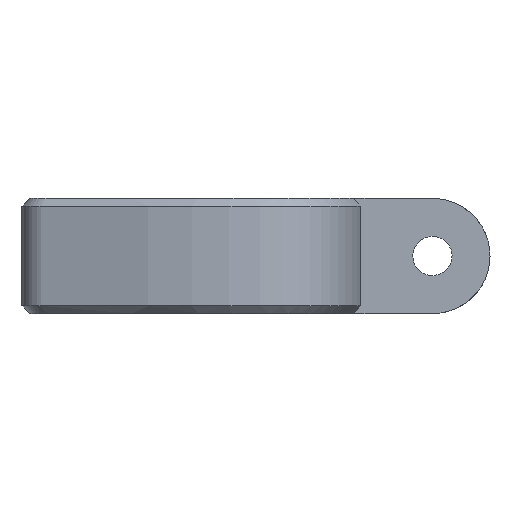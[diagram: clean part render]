
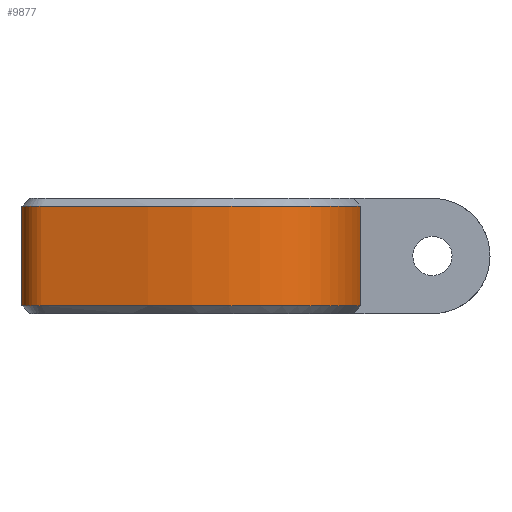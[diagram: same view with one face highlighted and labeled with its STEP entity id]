
A CAD part, left-side view. The second image highlights one B-rep face of the part: STEP entity #9877.
In plain terms, the highlighted free-form (B-spline) face has degree [3, 1] with [22, 2] control points.
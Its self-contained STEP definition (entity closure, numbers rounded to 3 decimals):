
#9877=ADVANCED_FACE('',(#21741),#121749,.T.);
#21741=FACE_OUTER_BOUND('',#33598,.T.);
#33598=EDGE_LOOP('',(#68343,#68344,#68345,#68346));
#68343=ORIENTED_EDGE('',*,*,#90901,.T.);
#68344=ORIENTED_EDGE('',*,*,#90851,.F.);
#68345=ORIENTED_EDGE('',*,*,#90850,.F.);
#68346=ORIENTED_EDGE('',*,*,#90852,.T.);
#90850=EDGE_CURVE('',#120014,#120012,#110396,.T.);
#90851=EDGE_CURVE('',#120012,#120044,#94271,.T.);
#90852=EDGE_CURVE('',#120014,#120043,#94272,.T.);
#90901=EDGE_CURVE('',#120043,#120044,#110436,.T.);
#94271=(
BOUNDED_CURVE()
B_SPLINE_CURVE(3,(#261268,#261269,#261270,#261271,#261272,#261273,#261274,
#261275,#261276,#261277),.UNSPECIFIED.,.F.,.F.)
B_SPLINE_CURVE_WITH_KNOTS((4,3,3,4),(0.,4.219,31.822,
45.27),.UNSPECIFIED.)
CURVE()
GEOMETRIC_REPRESENTATION_ITEM()
RATIONAL_B_SPLINE_CURVE((1.,0.872,0.872,1.,1.,1.,
1.,1.,1.,1.))
REPRESENTATION_ITEM('')
);
#94272=(
BOUNDED_CURVE()
B_SPLINE_CURVE(3,(#261278,#261279,#261280,#261281,#261282,#261283,#261284,
#261285,#261286,#261287),.UNSPECIFIED.,.F.,.F.)
B_SPLINE_CURVE_WITH_KNOTS((4,3,3,4),(0.,4.219,31.822,
45.27),.UNSPECIFIED.)
CURVE()
GEOMETRIC_REPRESENTATION_ITEM()
RATIONAL_B_SPLINE_CURVE((1.,0.872,0.872,1.,1.,1.,
1.,1.,1.,1.))
REPRESENTATION_ITEM('')
);
#110396=B_SPLINE_CURVE_WITH_KNOTS('',1,(#261266,#261267),.UNSPECIFIED.,
 .F.,.F.,(2,2),(1.,14.),.UNSPECIFIED.);
#110436=B_SPLINE_CURVE_WITH_KNOTS('',1,(#261462,#261463),.UNSPECIFIED.,
 .F.,.F.,(2,2),(1.,14.),.UNSPECIFIED.);
#120012=VERTEX_POINT('',#259745);
#120014=VERTEX_POINT('',#259747);
#120043=VERTEX_POINT('',#259776);
#120044=VERTEX_POINT('',#259777);
#121749=(
BOUNDED_SURFACE()
B_SPLINE_SURFACE(3,1,((#251137,#251138),(#251139,#251140),(#251141,#251142),
(#251143,#251144),(#251145,#251146),(#251147,#251148),(#251149,#251150),
(#251151,#251152),(#251153,#251154),(#251155,#251156),(#251157,#251158),
(#251159,#251160),(#251161,#251162),(#251163,#251164),(#251165,#251166),
(#251167,#251168),(#251169,#251170),(#251171,#251172),(#251173,#251174),
(#251175,#251176),(#251177,#251178),(#251179,#251180)),.UNSPECIFIED.,.F.,
 .F.,.F.)
B_SPLINE_SURFACE_WITH_KNOTS((4,3,3,3,3,3,3,4),(2,2),(-174.576,
-169.527,-136.494,-102.007,-67.52,
-33.033,0.,5.05),(0.,15.),
 .UNSPECIFIED.)
GEOMETRIC_REPRESENTATION_ITEM()
RATIONAL_B_SPLINE_SURFACE(((1.,1.),(0.872,0.872),
(0.872,0.872),(1.,1.),(1.,1.),(1.,1.),(1.,1.),(1.,
1.),(1.,1.),(1.,1.),(1.,1.),(1.,1.),(1.,1.),(1.,1.),(1.,1.),(1.,1.),(1.,
1.),(1.,1.),(1.,1.),(0.872,0.872),(0.872,
0.872),(1.,1.)))
REPRESENTATION_ITEM('')
SURFACE()
);
#251137=CARTESIAN_POINT('',(-27.943,-501.893,0.));
#251138=CARTESIAN_POINT('',(-27.943,-501.893,15.));
#251139=CARTESIAN_POINT('',(-29.749,-501.893,0.));
#251140=CARTESIAN_POINT('',(-29.749,-501.893,15.));
#251141=CARTESIAN_POINT('',(-31.207,-502.959,0.));
#251142=CARTESIAN_POINT('',(-31.207,-502.959,15.));
#251143=CARTESIAN_POINT('',(-31.755,-504.679,0.));
#251144=CARTESIAN_POINT('',(-31.755,-504.679,15.));
#251145=CARTESIAN_POINT('',(-38.334,-525.332,0.));
#251146=CARTESIAN_POINT('',(-38.334,-525.332,15.));
#251147=CARTESIAN_POINT('',(-38.065,-535.88,0.));
#251148=CARTESIAN_POINT('',(-38.065,-535.88,15.));
#251149=CARTESIAN_POINT('',(-31.68,-541.268,0.));
#251150=CARTESIAN_POINT('',(-31.68,-541.268,15.));
#251151=CARTESIAN_POINT('',(-25.013,-546.893,0.));
#251152=CARTESIAN_POINT('',(-25.013,-546.893,15.));
#251153=CARTESIAN_POINT('',(-11.68,-546.893,0.));
#251154=CARTESIAN_POINT('',(-11.68,-546.893,15.));
#251155=CARTESIAN_POINT('',(-5.013,-546.893,0.));
#251156=CARTESIAN_POINT('',(-5.013,-546.893,15.));
#251157=CARTESIAN_POINT('',(1.654,-546.893,0.));
#251158=CARTESIAN_POINT('',(1.654,-546.893,15.));
#251159=CARTESIAN_POINT('',(1.654,-546.893,0.));
#251160=CARTESIAN_POINT('',(1.654,-546.893,15.));
#251161=CARTESIAN_POINT('',(8.32,-546.893,0.));
#251162=CARTESIAN_POINT('',(8.32,-546.893,15.));
#251163=CARTESIAN_POINT('',(14.987,-546.893,0.));
#251164=CARTESIAN_POINT('',(14.987,-546.893,15.));
#251165=CARTESIAN_POINT('',(28.32,-546.893,0.));
#251166=CARTESIAN_POINT('',(28.32,-546.893,15.));
#251167=CARTESIAN_POINT('',(34.987,-541.268,0.));
#251168=CARTESIAN_POINT('',(34.987,-541.268,15.));
#251169=CARTESIAN_POINT('',(41.373,-535.88,0.));
#251170=CARTESIAN_POINT('',(41.373,-535.88,15.));
#251171=CARTESIAN_POINT('',(41.642,-525.332,0.));
#251172=CARTESIAN_POINT('',(41.642,-525.332,15.));
#251173=CARTESIAN_POINT('',(35.062,-504.679,0.));
#251174=CARTESIAN_POINT('',(35.062,-504.679,15.));
#251175=CARTESIAN_POINT('',(34.514,-502.959,0.));
#251176=CARTESIAN_POINT('',(34.514,-502.959,15.));
#251177=CARTESIAN_POINT('',(33.057,-501.893,0.));
#251178=CARTESIAN_POINT('',(33.057,-501.893,15.));
#251179=CARTESIAN_POINT('',(31.251,-501.893,0.));
#251180=CARTESIAN_POINT('',(31.251,-501.893,15.));
#259745=CARTESIAN_POINT('',(-27.943,-501.893,14.));
#259747=CARTESIAN_POINT('',(-27.943,-501.893,1.));
#259776=CARTESIAN_POINT('',(-19.346,-546.04,1.));
#259777=CARTESIAN_POINT('',(-19.346,-546.04,14.));
#261266=CARTESIAN_POINT('',(-27.943,-501.893,1.));
#261267=CARTESIAN_POINT('',(-27.943,-501.893,14.));
#261268=CARTESIAN_POINT('',(-27.943,-501.893,14.));
#261269=CARTESIAN_POINT('',(-29.749,-501.893,14.));
#261270=CARTESIAN_POINT('',(-31.207,-502.959,14.));
#261271=CARTESIAN_POINT('',(-31.755,-504.679,14.));
#261272=CARTESIAN_POINT('',(-38.334,-525.332,14.));
#261273=CARTESIAN_POINT('',(-38.065,-535.88,14.));
#261274=CARTESIAN_POINT('',(-31.68,-541.268,14.));
#261275=CARTESIAN_POINT('',(-28.569,-543.893,14.));
#261276=CARTESIAN_POINT('',(-24.006,-545.293,14.));
#261277=CARTESIAN_POINT('',(-19.346,-546.04,14.));
#261278=CARTESIAN_POINT('',(-27.943,-501.893,1.));
#261279=CARTESIAN_POINT('',(-29.749,-501.893,1.));
#261280=CARTESIAN_POINT('',(-31.207,-502.959,1.));
#261281=CARTESIAN_POINT('',(-31.755,-504.679,1.));
#261282=CARTESIAN_POINT('',(-38.334,-525.332,1.));
#261283=CARTESIAN_POINT('',(-38.065,-535.88,1.));
#261284=CARTESIAN_POINT('',(-31.68,-541.268,1.));
#261285=CARTESIAN_POINT('',(-28.569,-543.893,1.));
#261286=CARTESIAN_POINT('',(-24.006,-545.293,1.));
#261287=CARTESIAN_POINT('',(-19.346,-546.04,1.));
#261462=CARTESIAN_POINT('',(-19.346,-546.04,1.));
#261463=CARTESIAN_POINT('',(-19.346,-546.04,14.));
